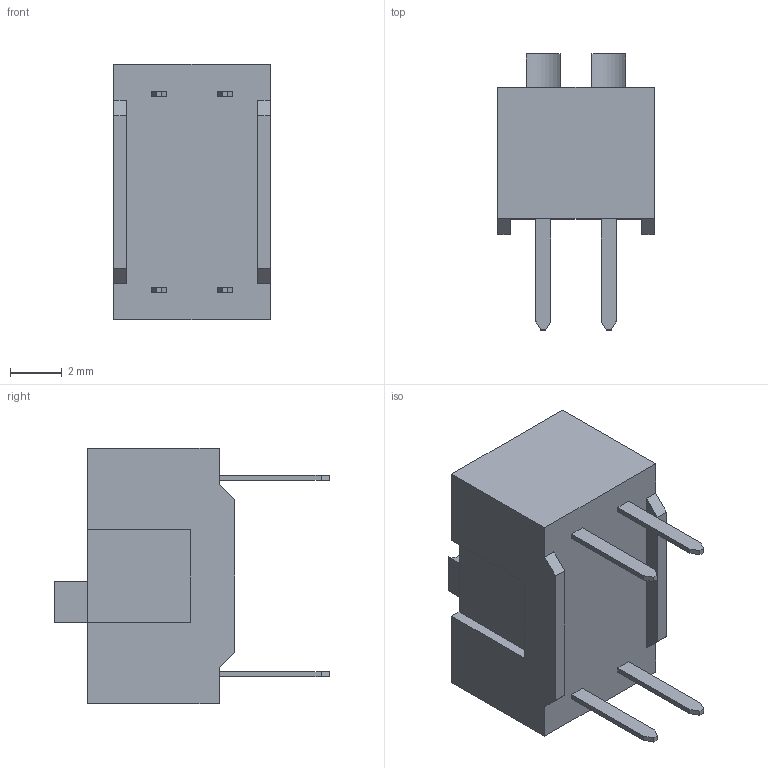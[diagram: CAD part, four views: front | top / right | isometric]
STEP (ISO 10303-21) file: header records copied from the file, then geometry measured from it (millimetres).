
FILE_DESCRIPTION (( 'STEP AP214' ), '1' );
FILE_NAME ('User Library-DIP-Switch.STEP', '2017-03-26T13:36:09', ( 'Windows User' ), ( '' ), 'SwSTEP 2.0', 'SolidWorks 2017', '' );
FILE_SCHEMA (( 'AUTOMOTIVE_DESIGN' ));
Length unit declared in the file: millimetre
Products named in the file (1): User Library-DIP-Switch
Bounding box: 6.08 x 10.7 x 9.9 mm (x, y, z)
Volume: 306.4 mm3; surface area: 362.8 mm2
Topology: 1 solids, 1 shells, 129 faces, 340 edges, 224 vertices
Faces by surface type: plane 87, bspline 36, cylinder 6
Entity records: 6691 total; most frequent: CARTESIAN_POINT 2282, ORIENTED_EDGE 680, DIRECTION 468, EDGE_CURVE 340, VECTOR 256, LINE 256, VERTEX_POINT 224, EDGE_LOOP 140
